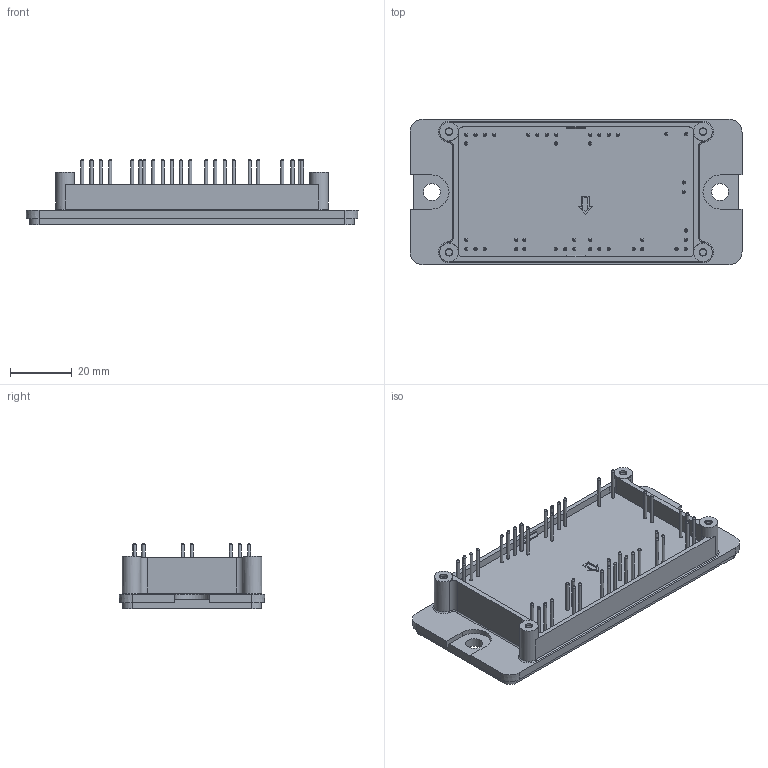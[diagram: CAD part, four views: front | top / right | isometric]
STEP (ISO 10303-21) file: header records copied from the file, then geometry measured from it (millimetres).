
FILE_DESCRIPTION( ( 'Unknown' ), '1' );
FILE_NAME( 'Flow2-4T17W-L170-02-OL.stp', 'Unknown', ( 'Unknown' ), ( 'Unknown' ), 'PSStep 16.0.42', 'Unknown', ' ' );
FILE_SCHEMA( ( 'AUTOMOTIVE_DESIGN { 1 0 10303 214 1 1 1 1 }' ) );
Length unit declared in the file: millimetre
Products named in the file (1): 1
Bounding box: 107.2 x 47 x 21.28 mm (x, y, z)
Volume: 45599.4 mm3; surface area: 17478.3 mm2
Topology: 1 solids, 1 shells, 281 faces, 608 edges, 384 vertices
Faces by surface type: plane 131, cylinder 84, cone 58, torus 8
Full cylindrical faces by diameter (mm): 1 x42, 2.1 x4, 2.4 x4, 2.95 x2, 3 x4, 5.5 x2, 6 x4
Entity records: 9256 total; most frequent: DIRECTION 1302, CARTESIAN_POINT 1140, ORIENTED_EDGE 972, AXIS2_PLACEMENT_3D 534, EDGE_CURVE 486, EDGE_LOOP 450, VERTEX_POINT 372, FACE_OUTER_BOUND 343
